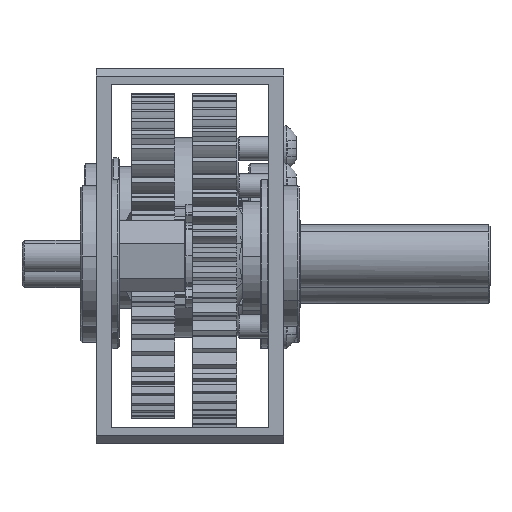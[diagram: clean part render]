
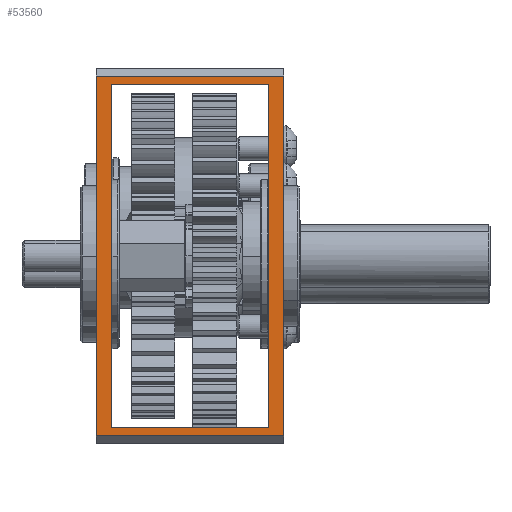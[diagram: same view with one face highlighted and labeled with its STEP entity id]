
A CAD part, left-side view. The second image highlights one B-rep face of the part: STEP entity #53560.
In plain terms, the highlighted planar face has unit normal (-1, 0, 0).
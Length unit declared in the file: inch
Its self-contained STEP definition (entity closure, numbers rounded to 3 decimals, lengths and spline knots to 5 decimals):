
#893 = LINE ( 'NONE', #52233, #895 ) ;
#895 = VECTOR ( 'NONE', #52232, 39.37008 ) ;
#913 = LINE ( 'NONE', #52220, #915 ) ;
#915 = VECTOR ( 'NONE', #52218, 39.37008 ) ;
#2074 = FACE_BOUND ( 'NONE', #3724, .T. ) ;
#2078 = FACE_OUTER_BOUND ( 'NONE', #3727, .T. ) ;
#3724 = EDGE_LOOP ( 'NONE', ( #41900, #41903, #41905, #41907 ) ) ;
#3727 = EDGE_LOOP ( 'NONE', ( #41908, #41911, #41913, #41916 ) ) ;
#6943 = LINE ( 'NONE', #46196, #6944 ) ;
#6944 = VECTOR ( 'NONE', #46194, 39.37008 ) ;
#9589 = LINE ( 'NONE', #15057, #9590 ) ;
#9590 = VECTOR ( 'NONE', #15056, 39.37008 ) ;
#9721 = LINE ( 'NONE', #14818, #9725 ) ;
#9725 = VECTOR ( 'NONE', #14816, 39.37008 ) ;
#10744 = DIRECTION ( 'NONE',  ( -1., 0., 0. ) ) ;
#10803 = DIRECTION ( 'NONE',  ( 0., -1., 0. ) ) ;
#10812 = CARTESIAN_POINT ( 'NONE',  ( 0., -0.75, 1.5 ) ) ;
#11046 = PLANE ( 'NONE',  #44467 ) ;
#12324 = CARTESIAN_POINT ( 'NONE',  ( 0., -0.75, 1.44 ) ) ;
#12346 = CARTESIAN_POINT ( 'NONE',  ( 0., -0.75, -1.44 ) ) ;
#12433 = VECTOR ( 'NONE', #17066, 39.37008 ) ;
#12441 = LINE ( 'NONE', #17076, #12433 ) ;
#12897 = LINE ( 'NONE', #28170, #12899 ) ;
#12899 = VECTOR ( 'NONE', #28166, 39.37008 ) ;
#14152 = EDGE_CURVE ( 'NONE', #50280, #50289, #6943, .T. ) ;
#14816 = DIRECTION ( 'NONE',  ( 0., 0., 1. ) ) ;
#14818 = CARTESIAN_POINT ( 'NONE',  ( 0., -0.625, -1.375 ) ) ;
#15056 = DIRECTION ( 'NONE',  ( 0., 0., -1. ) ) ;
#15057 = CARTESIAN_POINT ( 'NONE',  ( 0., 0.75, 1.5 ) ) ;
#17066 = DIRECTION ( 'NONE',  ( 0., 1., 0. ) ) ;
#17076 = CARTESIAN_POINT ( 'NONE',  ( 0., -0.625, 1.375 ) ) ;
#17177 = DIRECTION ( 'NONE',  ( 0., -1., 0. ) ) ;
#17180 = CARTESIAN_POINT ( 'NONE',  ( 0., 0.625, -1.375 ) ) ;
#18950 = VERTEX_POINT ( 'NONE', #43590 ) ;
#18952 = VERTEX_POINT ( 'NONE', #43582 ) ;
#19662 = VERTEX_POINT ( 'NONE', #44255 ) ;
#19723 = VERTEX_POINT ( 'NONE', #44120 ) ;
#19760 = VERTEX_POINT ( 'NONE', #44038 ) ;
#19846 = VERTEX_POINT ( 'NONE', #43846 ) ;
#21456 = LINE ( 'NONE', #17180, #21463 ) ;
#21463 = VECTOR ( 'NONE', #17177, 39.37008 ) ;
#28166 = DIRECTION ( 'NONE',  ( 0., 0., -1. ) ) ;
#28170 = CARTESIAN_POINT ( 'NONE',  ( 0., 0.625, 1.375 ) ) ;
#34863 = EDGE_CURVE ( 'NONE', #19662, #18950, #21456, .T. ) ;
#34905 = EDGE_CURVE ( 'NONE', #18952, #19723, #12441, .T. ) ;
#35091 = EDGE_CURVE ( 'NONE', #19723, #19662, #12897, .T. ) ;
#38231 = EDGE_CURVE ( 'NONE', #50289, #19846, #893, .T. ) ;
#38236 = EDGE_CURVE ( 'NONE', #19760, #50280, #913, .T. ) ;
#41900 = ORIENTED_EDGE ( 'NONE', *, *, #34863, .F. ) ;
#41903 = ORIENTED_EDGE ( 'NONE', *, *, #35091, .F. ) ;
#41905 = ORIENTED_EDGE ( 'NONE', *, *, #34905, .F. ) ;
#41907 = ORIENTED_EDGE ( 'NONE', *, *, #47868, .F. ) ;
#41908 = ORIENTED_EDGE ( 'NONE', *, *, #47759, .T. ) ;
#41911 = ORIENTED_EDGE ( 'NONE', *, *, #38236, .T. ) ;
#41913 = ORIENTED_EDGE ( 'NONE', *, *, #14152, .T. ) ;
#41916 = ORIENTED_EDGE ( 'NONE', *, *, #38231, .T. ) ;
#43582 = CARTESIAN_POINT ( 'NONE',  ( 0., -0.625, 1.375 ) ) ;
#43590 = CARTESIAN_POINT ( 'NONE',  ( 0., -0.625, -1.375 ) ) ;
#43846 = CARTESIAN_POINT ( 'NONE',  ( 0., 0.75, 1.44 ) ) ;
#44038 = CARTESIAN_POINT ( 'NONE',  ( 0., 0.75, -1.44 ) ) ;
#44120 = CARTESIAN_POINT ( 'NONE',  ( 0., 0.625, 1.375 ) ) ;
#44255 = CARTESIAN_POINT ( 'NONE',  ( 0., 0.625, -1.375 ) ) ;
#44467 = AXIS2_PLACEMENT_3D ( 'NONE', #10812, #10744, #10803 ) ;
#46194 = DIRECTION ( 'NONE',  ( 0., 0., 1. ) ) ;
#46196 = CARTESIAN_POINT ( 'NONE',  ( 0., -0.75, -1.5 ) ) ;
#47759 = EDGE_CURVE ( 'NONE', #19846, #19760, #9589, .T. ) ;
#47868 = EDGE_CURVE ( 'NONE', #18950, #18952, #9721, .T. ) ;
#50280 = VERTEX_POINT ( 'NONE', #12346 ) ;
#50289 = VERTEX_POINT ( 'NONE', #12324 ) ;
#52218 = DIRECTION ( 'NONE',  ( 0., -1., 0. ) ) ;
#52220 = CARTESIAN_POINT ( 'NONE',  ( 0., -0.75, -1.44 ) ) ;
#52232 = DIRECTION ( 'NONE',  ( 0., 1., 0. ) ) ;
#52233 = CARTESIAN_POINT ( 'NONE',  ( 0., -0.75, 1.44 ) ) ;
#53560 = ADVANCED_FACE ( 'NONE', ( #2074, #2078 ), #11046, .T. ) ;
